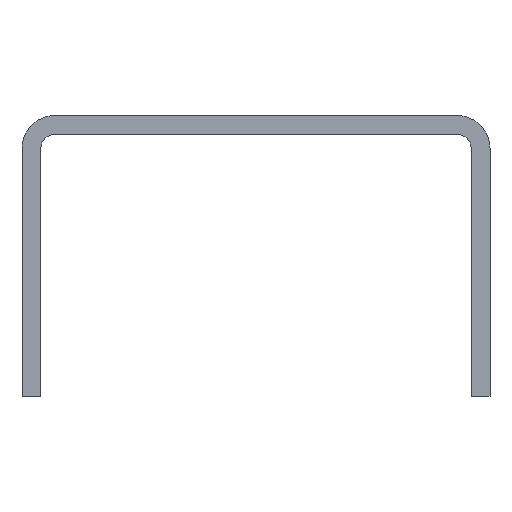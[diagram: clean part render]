
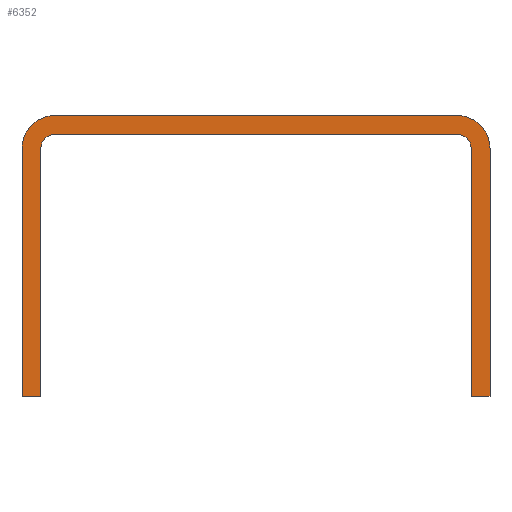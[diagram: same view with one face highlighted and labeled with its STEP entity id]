
A CAD part, front view. The second image highlights one B-rep face of the part: STEP entity #6352.
In plain terms, the highlighted planar face has unit normal (0, -1, 0).
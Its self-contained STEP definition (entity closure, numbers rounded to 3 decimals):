
#1=DIRECTION('',(0.,0.,1.));
#2=VECTOR('',#1,26.5);
#3=CARTESIAN_POINT('',(-25.,0.,-30.));
#4=LINE('',#3,#2);
#5=CARTESIAN_POINT('',(-21.5,0.,-3.5));
#6=DIRECTION('',(0.,1.,0.));
#7=DIRECTION('',(-1.,0.,0.));
#8=AXIS2_PLACEMENT_3D('',#5,#6,#7);
#10=DIRECTION('',(1.,0.,0.));
#11=VECTOR('',#10,43.);
#12=CARTESIAN_POINT('',(-21.5,0.,0.));
#13=LINE('',#12,#11);
#14=CARTESIAN_POINT('',(21.5,0.,-3.5));
#15=DIRECTION('',(0.,1.,0.));
#16=DIRECTION('',(0.,0.,1.));
#17=AXIS2_PLACEMENT_3D('',#14,#15,#16);
#19=DIRECTION('',(0.,0.,-1.));
#20=VECTOR('',#19,26.5);
#21=CARTESIAN_POINT('',(25.,0.,-3.5));
#22=LINE('',#21,#20);
#23=DIRECTION('',(-1.,0.,0.));
#24=VECTOR('',#23,2.);
#25=CARTESIAN_POINT('',(25.,0.,-30.));
#26=LINE('',#25,#24);
#27=DIRECTION('',(0.,0.,1.));
#28=VECTOR('',#27,26.5);
#29=CARTESIAN_POINT('',(23.,0.,-30.));
#30=LINE('',#29,#28);
#31=CARTESIAN_POINT('',(21.5,0.,-3.5));
#32=DIRECTION('',(0.,-1.,0.));
#33=DIRECTION('',(1.,0.,0.));
#34=AXIS2_PLACEMENT_3D('',#31,#32,#33);
#36=DIRECTION('',(-1.,0.,0.));
#37=VECTOR('',#36,43.);
#38=CARTESIAN_POINT('',(21.5,0.,-2.));
#39=LINE('',#38,#37);
#40=CARTESIAN_POINT('',(-21.5,0.,-3.5));
#41=DIRECTION('',(0.,-1.,0.));
#42=DIRECTION('',(0.,0.,1.));
#43=AXIS2_PLACEMENT_3D('',#40,#41,#42);
#45=DIRECTION('',(0.,0.,-1.));
#46=VECTOR('',#45,26.5);
#47=CARTESIAN_POINT('',(-23.,0.,-3.5));
#48=LINE('',#47,#46);
#49=DIRECTION('',(-1.,0.,0.));
#50=VECTOR('',#49,2.);
#51=CARTESIAN_POINT('',(-23.,0.,-30.));
#52=LINE('',#51,#50);
#4833=CARTESIAN_POINT('',(-25.,0.,-30.));
#4834=CARTESIAN_POINT('',(-25.,0.,-3.5));
#4835=VERTEX_POINT('',#4833);
#4836=VERTEX_POINT('',#4834);
#4837=CARTESIAN_POINT('',(-21.5,0.,0.));
#4838=VERTEX_POINT('',#4837);
#4839=CARTESIAN_POINT('',(21.5,0.,0.));
#4840=VERTEX_POINT('',#4839);
#4841=CARTESIAN_POINT('',(25.,0.,-3.5));
#4842=VERTEX_POINT('',#4841);
#4843=CARTESIAN_POINT('',(25.,0.,-30.));
#4844=VERTEX_POINT('',#4843);
#4845=CARTESIAN_POINT('',(23.,0.,-30.));
#4846=VERTEX_POINT('',#4845);
#4847=CARTESIAN_POINT('',(23.,0.,-3.5));
#4848=VERTEX_POINT('',#4847);
#4849=CARTESIAN_POINT('',(21.5,0.,-2.));
#4850=VERTEX_POINT('',#4849);
#4851=CARTESIAN_POINT('',(-21.5,0.,-2.));
#4852=VERTEX_POINT('',#4851);
#4853=CARTESIAN_POINT('',(-23.,0.,-3.5));
#4854=VERTEX_POINT('',#4853);
#4855=CARTESIAN_POINT('',(-23.,0.,-30.));
#4856=VERTEX_POINT('',#4855);
#6321=CARTESIAN_POINT('',(0.,0.,0.));
#6322=DIRECTION('',(0.,1.,0.));
#6323=DIRECTION('',(1.,0.,0.));
#6324=AXIS2_PLACEMENT_3D('',#6321,#6322,#6323);
#6325=PLANE('',#6324);
#6327=ORIENTED_EDGE('',*,*,#6326,.T.);
#6329=ORIENTED_EDGE('',*,*,#6328,.T.);
#6331=ORIENTED_EDGE('',*,*,#6330,.T.);
#6333=ORIENTED_EDGE('',*,*,#6332,.T.);
#6335=ORIENTED_EDGE('',*,*,#6334,.T.);
#6337=ORIENTED_EDGE('',*,*,#6336,.T.);
#6339=ORIENTED_EDGE('',*,*,#6338,.T.);
#6341=ORIENTED_EDGE('',*,*,#6340,.T.);
#6343=ORIENTED_EDGE('',*,*,#6342,.T.);
#6345=ORIENTED_EDGE('',*,*,#6344,.T.);
#6347=ORIENTED_EDGE('',*,*,#6346,.T.);
#6349=ORIENTED_EDGE('',*,*,#6348,.T.);
#6350=EDGE_LOOP('',(#6327,#6329,#6331,#6333,#6335,#6337,#6339,#6341,#6343,#6345,
#6347,#6349));
#6351=FACE_OUTER_BOUND('',#6350,.F.);
#6352=ADVANCED_FACE('',(#6351),#6325,.F.);
#9=CIRCLE('',#8,3.5);
#18=CIRCLE('',#17,3.5);
#35=CIRCLE('',#34,1.5);
#44=CIRCLE('',#43,1.5);
#6326=EDGE_CURVE('',#4835,#4836,#4,.T.);
#6328=EDGE_CURVE('',#4836,#4838,#9,.T.);
#6330=EDGE_CURVE('',#4838,#4840,#13,.T.);
#6332=EDGE_CURVE('',#4840,#4842,#18,.T.);
#6334=EDGE_CURVE('',#4842,#4844,#22,.T.);
#6336=EDGE_CURVE('',#4844,#4846,#26,.T.);
#6338=EDGE_CURVE('',#4846,#4848,#30,.T.);
#6340=EDGE_CURVE('',#4848,#4850,#35,.T.);
#6342=EDGE_CURVE('',#4850,#4852,#39,.T.);
#6344=EDGE_CURVE('',#4852,#4854,#44,.T.);
#6346=EDGE_CURVE('',#4854,#4856,#48,.T.);
#6348=EDGE_CURVE('',#4856,#4835,#52,.T.);
